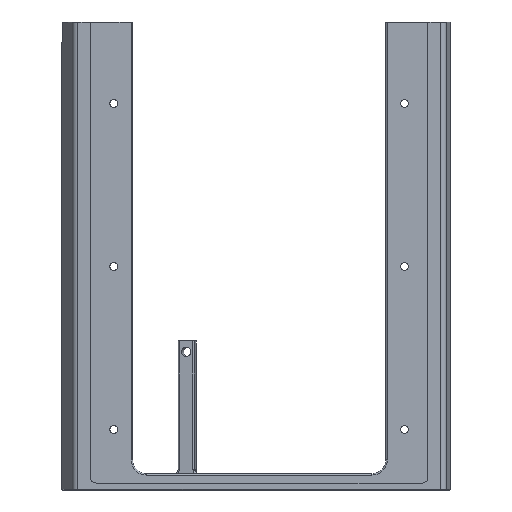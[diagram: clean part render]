
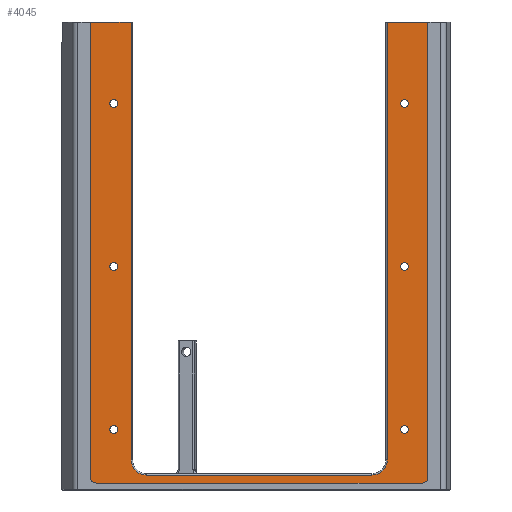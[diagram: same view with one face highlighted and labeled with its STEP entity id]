
A CAD part, front view. The second image highlights one B-rep face of the part: STEP entity #4045.
In plain terms, the highlighted planar face has unit normal (0, -1, 0).
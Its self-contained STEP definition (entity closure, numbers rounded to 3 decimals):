
#91=PLANE('',#4377);
#339=VECTOR('',#5085,1.);
#340=VECTOR('',#5097,1.);
#341=VECTOR('',#5109,1.);
#343=VECTOR('',#5112,1.);
#344=VECTOR('',#5113,1.);
#345=VECTOR('',#5116,1.);
#346=VECTOR('',#5119,1.);
#699=LINE('',#6797,#339);
#700=LINE('',#6806,#340);
#701=LINE('',#6817,#341);
#703=LINE('',#6820,#343);
#704=LINE('',#6822,#344);
#705=LINE('',#6826,#345);
#706=LINE('',#6830,#346);
#1211=VERTEX_POINT('',#6791);
#1214=VERTEX_POINT('',#6796);
#1215=VERTEX_POINT('',#6800);
#1216=VERTEX_POINT('',#6805);
#1218=VERTEX_POINT('',#6810);
#1220=VERTEX_POINT('',#6816);
#1221=VERTEX_POINT('',#6821);
#1222=VERTEX_POINT('',#6823);
#1223=VERTEX_POINT('',#6825);
#1224=VERTEX_POINT('',#6827);
#1225=VERTEX_POINT('',#6829);
#1226=VERTEX_POINT('',#6831);
#1227=VERTEX_POINT('',#6833);
#1228=VERTEX_POINT('',#6835);
#1229=VERTEX_POINT('',#6837);
#1230=VERTEX_POINT('',#6839);
#1231=VERTEX_POINT('',#6841);
#1232=VERTEX_POINT('',#6843);
#1470=CIRCLE('',#4367,6.6);
#1474=CIRCLE('',#4373,6.6);
#1477=CIRCLE('',#4378,2.4);
#1478=CIRCLE('',#4379,2.4);
#1479=CIRCLE('',#4380,1.7);
#1480=CIRCLE('',#4381,1.7);
#1481=CIRCLE('',#4382,1.7);
#1482=CIRCLE('',#4383,1.7);
#1483=CIRCLE('',#4384,1.7);
#1484=CIRCLE('',#4385,1.7);
#1866=EDGE_CURVE('',#1214,#1211,#699,.T.);
#1868=EDGE_CURVE('',#1215,#1214,#1470,.T.);
#1871=EDGE_CURVE('',#1216,#1215,#700,.T.);
#1873=EDGE_CURVE('',#1218,#1216,#1474,.T.);
#1876=EDGE_CURVE('',#1220,#1218,#701,.T.);
#1878=EDGE_CURVE('',#1221,#1220,#703,.T.);
#1879=EDGE_CURVE('',#1221,#1222,#704,.T.);
#1880=EDGE_CURVE('',#1222,#1223,#1477,.T.);
#1881=EDGE_CURVE('',#1223,#1224,#705,.T.);
#1882=EDGE_CURVE('',#1224,#1225,#1478,.T.);
#1883=EDGE_CURVE('',#1225,#1226,#706,.T.);
#1884=EDGE_CURVE('',#1211,#1226,#703,.T.);
#1885=EDGE_CURVE('',#1227,#1227,#1479,.T.);
#1886=EDGE_CURVE('',#1228,#1228,#1480,.T.);
#1887=EDGE_CURVE('',#1229,#1229,#1481,.T.);
#1888=EDGE_CURVE('',#1230,#1230,#1482,.T.);
#1889=EDGE_CURVE('',#1231,#1231,#1483,.T.);
#1890=EDGE_CURVE('',#1232,#1232,#1484,.T.);
#2633=ORIENTED_EDGE('',*,*,#1866,.F.);
#2634=ORIENTED_EDGE('',*,*,#1868,.F.);
#2635=ORIENTED_EDGE('',*,*,#1871,.F.);
#2636=ORIENTED_EDGE('',*,*,#1873,.F.);
#2637=ORIENTED_EDGE('',*,*,#1876,.F.);
#2638=ORIENTED_EDGE('',*,*,#1878,.F.);
#2639=ORIENTED_EDGE('',*,*,#1879,.T.);
#2640=ORIENTED_EDGE('',*,*,#1880,.T.);
#2641=ORIENTED_EDGE('',*,*,#1881,.T.);
#2642=ORIENTED_EDGE('',*,*,#1882,.T.);
#2643=ORIENTED_EDGE('',*,*,#1883,.T.);
#2644=ORIENTED_EDGE('',*,*,#1884,.F.);
#2645=ORIENTED_EDGE('',*,*,#1885,.T.);
#2646=ORIENTED_EDGE('',*,*,#1886,.T.);
#2647=ORIENTED_EDGE('',*,*,#1887,.T.);
#2648=ORIENTED_EDGE('',*,*,#1888,.T.);
#2649=ORIENTED_EDGE('',*,*,#1889,.T.);
#2650=ORIENTED_EDGE('',*,*,#1890,.T.);
#3478=EDGE_LOOP('',(#2633,#2634,#2635,#2636,#2637,#2638,#2639,#2640,#2641,
#2642,#2643,#2644));
#3479=EDGE_LOOP('',(#2645));
#3480=EDGE_LOOP('',(#2646));
#3481=EDGE_LOOP('',(#2647));
#3482=EDGE_LOOP('',(#2648));
#3483=EDGE_LOOP('',(#2649));
#3484=EDGE_LOOP('',(#2650));
#3767=FACE_BOUND('',#3478,.T.);
#3768=FACE_BOUND('',#3479,.T.);
#3769=FACE_BOUND('',#3480,.T.);
#3770=FACE_BOUND('',#3481,.T.);
#3771=FACE_BOUND('',#3482,.T.);
#3772=FACE_BOUND('',#3483,.T.);
#3773=FACE_BOUND('',#3484,.T.);
#4045=ADVANCED_FACE('',(#3767,#3768,#3769,#3770,#3771,#3772,#3773),#91,
 .F.);
#4367=AXIS2_PLACEMENT_3D('',#6801,#5089,#5090);
#4373=AXIS2_PLACEMENT_3D('',#6811,#5101,#5102);
#4377=AXIS2_PLACEMENT_3D('',#6819,#5111,$);
#4378=AXIS2_PLACEMENT_3D('',#6824,#5114,#5115);
#4379=AXIS2_PLACEMENT_3D('',#6828,#5117,#5118);
#4380=AXIS2_PLACEMENT_3D('',#6832,#5120,#5121);
#4381=AXIS2_PLACEMENT_3D('',#6834,#5122,#5123);
#4382=AXIS2_PLACEMENT_3D('',#6836,#5124,#5125);
#4383=AXIS2_PLACEMENT_3D('',#6838,#5126,#5127);
#4384=AXIS2_PLACEMENT_3D('',#6840,#5128,#5129);
#4385=AXIS2_PLACEMENT_3D('',#6842,#5130,#5131);
#5085=DIRECTION('',(0.,0.,1.));
#5089=DIRECTION('',(0.,-1.,0.));
#5090=DIRECTION('',(4.667,0.,-4.667));
#5097=DIRECTION('',(1.,0.,0.));
#5101=DIRECTION('',(0.,-1.,0.));
#5102=DIRECTION('',(-4.667,0.,-4.667));
#5109=DIRECTION('',(0.,0.,-1.));
#5111=DIRECTION('',(0.,1.,0.));
#5112=DIRECTION('',(1.,0.,0.));
#5113=DIRECTION('',(0.,0.,-1.));
#5114=DIRECTION('',(0.,-1.,0.));
#5115=DIRECTION('',(-1.697,0.,-1.697));
#5116=DIRECTION('',(1.,0.,0.));
#5117=DIRECTION('',(0.,-1.,0.));
#5118=DIRECTION('',(1.697,0.,-1.697));
#5119=DIRECTION('',(0.,0.,1.));
#5120=DIRECTION('',(0.,1.,0.));
#5121=DIRECTION('',(0.,0.,-1.7));
#5122=DIRECTION('',(0.,1.,0.));
#5123=DIRECTION('',(0.,0.,-1.7));
#5124=DIRECTION('',(0.,1.,0.));
#5125=DIRECTION('',(0.,0.,-1.7));
#5126=DIRECTION('',(0.,1.,0.));
#5127=DIRECTION('',(0.,0.,-1.7));
#5128=DIRECTION('',(0.,1.,0.));
#5129=DIRECTION('',(0.,0.,-1.7));
#5130=DIRECTION('',(0.,1.,0.));
#5131=DIRECTION('',(0.,0.,-1.7));
#6791=CARTESIAN_POINT('',(134.785,1.6,198.));
#6796=CARTESIAN_POINT('',(134.785,1.6,10.));
#6797=CARTESIAN_POINT('',(134.785,1.6,100.));
#6800=CARTESIAN_POINT('',(128.185,1.6,3.4));
#6801=CARTESIAN_POINT('',(128.185,1.6,10.));
#6805=CARTESIAN_POINT('',(31.385,1.6,3.4));
#6806=CARTESIAN_POINT('',(79.785,1.6,3.4));
#6810=CARTESIAN_POINT('',(24.785,1.6,10.));
#6811=CARTESIAN_POINT('',(31.385,1.6,10.));
#6816=CARTESIAN_POINT('',(24.785,1.6,198.));
#6817=CARTESIAN_POINT('',(24.785,1.6,100.));
#6819=CARTESIAN_POINT('',(79.785,1.6,99.));
#6820=CARTESIAN_POINT('',(76.186,1.6,198.));
#6821=CARTESIAN_POINT('',(7.385,1.6,198.));
#6822=CARTESIAN_POINT('',(7.385,1.6,0.));
#6823=CARTESIAN_POINT('',(7.385,1.6,2.4));
#6824=CARTESIAN_POINT('',(9.785,1.6,2.4));
#6825=CARTESIAN_POINT('',(9.785,1.6,0.));
#6826=CARTESIAN_POINT('',(152.185,1.6,0.));
#6827=CARTESIAN_POINT('',(149.785,1.6,0.));
#6828=CARTESIAN_POINT('',(149.785,1.6,2.4));
#6829=CARTESIAN_POINT('',(152.185,1.6,2.4));
#6830=CARTESIAN_POINT('',(152.185,1.6,198.));
#6831=CARTESIAN_POINT('',(152.185,1.6,198.));
#6832=CARTESIAN_POINT('',(17.335,1.6,23.));
#6833=CARTESIAN_POINT('',(17.335,1.6,21.3));
#6834=CARTESIAN_POINT('',(17.335,1.6,93.));
#6835=CARTESIAN_POINT('',(17.335,1.6,91.3));
#6836=CARTESIAN_POINT('',(17.335,1.6,163.));
#6837=CARTESIAN_POINT('',(17.335,1.6,161.3));
#6838=CARTESIAN_POINT('',(142.185,1.6,163.));
#6839=CARTESIAN_POINT('',(142.185,1.6,161.3));
#6840=CARTESIAN_POINT('',(142.185,1.6,93.));
#6841=CARTESIAN_POINT('',(142.185,1.6,91.3));
#6842=CARTESIAN_POINT('',(142.185,1.6,23.));
#6843=CARTESIAN_POINT('',(142.185,1.6,21.3));
